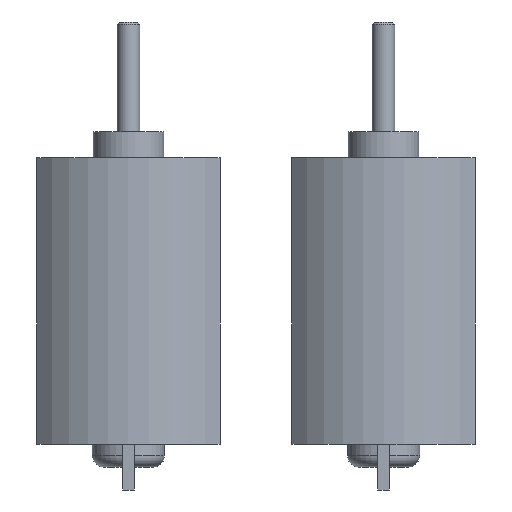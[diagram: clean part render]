
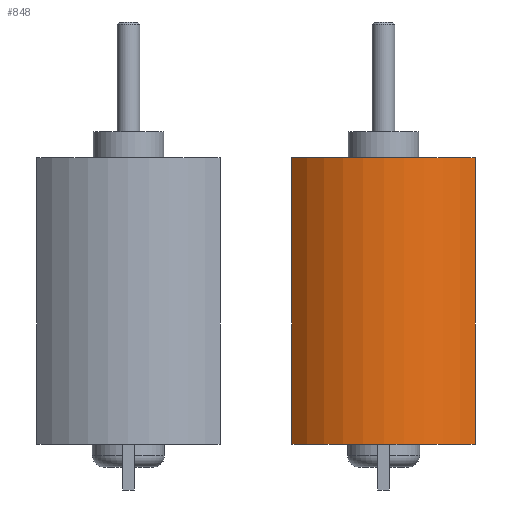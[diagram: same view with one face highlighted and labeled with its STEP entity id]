
A CAD part, left-side view. The second image highlights one B-rep face of the part: STEP entity #848.
In plain terms, the highlighted cylindrical face has radius 10.5 mm (diameter 21 mm), a partial arc.
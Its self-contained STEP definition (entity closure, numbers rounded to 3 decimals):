
#100=LINE('',#1332,#176);
#108=LINE('',#1374,#184);
#176=VECTOR('',#1063,10.);
#184=VECTOR('',#1117,10.);
#229=CYLINDRICAL_SURFACE('',#938,10.5);
#264=FACE_OUTER_BOUND('',#327,.T.);
#327=EDGE_LOOP('',(#701,#702,#703,#704));
#369=CIRCLE('',#912,10.5);
#381=CIRCLE('',#936,10.5);
#422=VERTEX_POINT('',#1319);
#423=VERTEX_POINT('',#1320);
#427=VERTEX_POINT('',#1330);
#438=VERTEX_POINT('',#1370);
#508=EDGE_CURVE('',#422,#423,#369,.T.);
#514=EDGE_CURVE('',#423,#427,#100,.T.);
#531=EDGE_CURVE('',#438,#427,#381,.T.);
#533=EDGE_CURVE('',#438,#422,#108,.T.);
#701=ORIENTED_EDGE('',*,*,#508,.T.);
#702=ORIENTED_EDGE('',*,*,#514,.T.);
#703=ORIENTED_EDGE('',*,*,#531,.F.);
#704=ORIENTED_EDGE('',*,*,#533,.T.);
#848=ADVANCED_FACE('',(#264),#229,.T.);
#912=AXIS2_PLACEMENT_3D('',#1321,#1053,#1054);
#936=AXIS2_PLACEMENT_3D('',#1371,#1112,#1113);
#938=AXIS2_PLACEMENT_3D('',#1375,#1118,#1119);
#1053=DIRECTION('center_axis',(0.,0.,
1.));
#1054=DIRECTION('ref_axis',(1.,0.,0.));
#1063=DIRECTION('',(0.,0.,1.));
#1112=DIRECTION('center_axis',(0.,0.,
1.));
#1113=DIRECTION('ref_axis',(1.,0.,0.));
#1117=DIRECTION('',(0.,0.,-1.));
#1118=DIRECTION('center_axis',(0.,0.,
-1.));
#1119=DIRECTION('ref_axis',(-1.,0.,0.));
#1319=CARTESIAN_POINT('',(-66.801,-3.133,-18.5));
#1320=CARTESIAN_POINT('',(-66.801,-19.133,-18.5));
#1321=CARTESIAN_POINT('Origin',(-60.,-11.133,-18.5));
#1330=CARTESIAN_POINT('',(-66.801,-19.133,6.5));
#1332=CARTESIAN_POINT('',(-66.801,-19.133,-2.5));
#1370=CARTESIAN_POINT('',(-66.801,-3.133,6.5));
#1371=CARTESIAN_POINT('Origin',(-60.,-11.133,6.5));
#1374=CARTESIAN_POINT('',(-66.801,-3.133,-2.5));
#1375=CARTESIAN_POINT('Origin',(-60.,-11.133,-2.5));
